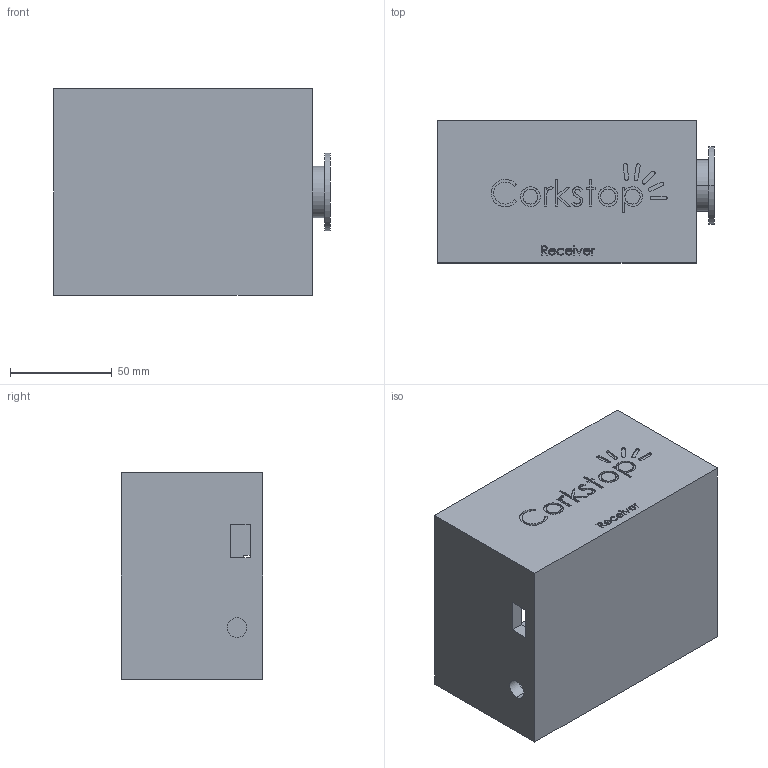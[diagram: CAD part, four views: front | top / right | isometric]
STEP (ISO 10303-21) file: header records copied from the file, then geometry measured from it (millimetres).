
FILE_DESCRIPTION (( 'STEP AP203' ), '1' );
FILE_NAME ('ReceiveCase.STEP', '2024-11-29T06:03:12', ( '' ), ( '' ), 'SwSTEP 2.0', 'SolidWorks 2024', '' );
FILE_SCHEMA (( 'CONFIG_CONTROL_DESIGN' ));
Length unit declared in the file: inch
Products named in the file (1): ReceiveCase
Bounding box: 135.89 x 69.85 x 101.6 mm (x, y, z)
Volume: 259720.9 mm3; surface area: 87175.4 mm2
Topology: 1 solids, 1 shells, 404 faces, 1099 edges, 730 vertices
Faces by surface type: plane 150, cylinder 129, bspline 125
Entity records: 25210 total; most frequent: CARTESIAN_POINT 16371, ORIENTED_EDGE 2198, DIRECTION 1255, EDGE_CURVE 1099, VERTEX_POINT 730, VECTOR 571, LINE 571, EDGE_LOOP 445
